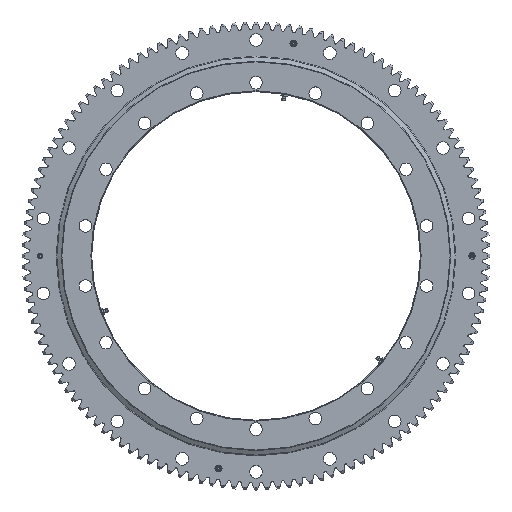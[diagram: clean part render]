
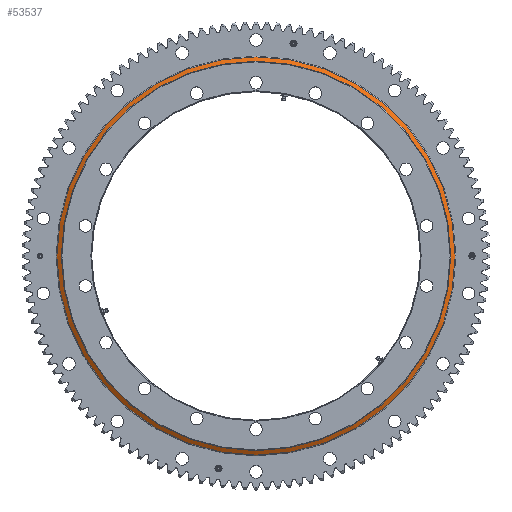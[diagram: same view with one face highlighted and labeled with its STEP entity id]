
A CAD part, top view. The second image highlights one B-rep face of the part: STEP entity #53537.
In plain terms, the highlighted conical face has half-angle 58.57 degrees and reference radius 339.5 mm.
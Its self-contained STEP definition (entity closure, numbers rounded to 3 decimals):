
#50 = VERTEX_POINT ( 'NONE', #11429 ) ;
#1319 = VERTEX_POINT ( 'NONE', #25173 ) ;
#1821 = CIRCLE ( 'NONE', #50892, 339.5 ) ;
#3290 = CARTESIAN_POINT ( 'NONE',  ( 332.5, -2.61, 0. ) ) ;
#8880 = CIRCLE ( 'NONE', #18557, 347.044 ) ;
#10949 = CARTESIAN_POINT ( 'NONE',  ( 332.5, 2., 0. ) ) ;
#11429 = CARTESIAN_POINT ( 'NONE',  ( 332.5, 2., -339.5 ) ) ;
#15747 = CARTESIAN_POINT ( 'NONE',  ( 332.5, 2., 0. ) ) ;
#18200 = FACE_OUTER_BOUND ( 'NONE', #42688, .T. ) ;
#18336 = DIRECTION ( 'NONE',  ( 0., -1., 0. ) ) ;
#18557 = AXIS2_PLACEMENT_3D ( 'NONE', #3290, #28302, #53573 ) ;
#19633 = EDGE_CURVE ( 'NONE', #1319, #1319, #8880, .T. ) ;
#23450 = EDGE_CURVE ( 'NONE', #50, #50, #1821, .T. ) ;
#25173 = CARTESIAN_POINT ( 'NONE',  ( 332.5, -2.61, -347.044 ) ) ;
#26677 = DIRECTION ( 'NONE',  ( 0., 0., -1. ) ) ;
#27647 = EDGE_LOOP ( 'NONE', ( #39870 ) ) ;
#27733 = DIRECTION ( 'NONE',  ( 0., 0., -1. ) ) ;
#28302 = DIRECTION ( 'NONE',  ( 0., -1., 0. ) ) ;
#32631 = AXIS2_PLACEMENT_3D ( 'NONE', #15747, #36347, #27733 ) ;
#36347 = DIRECTION ( 'NONE',  ( 0., -1., 0. ) ) ;
#39870 = ORIENTED_EDGE ( 'NONE', *, *, #23450, .T. ) ;
#40706 = ORIENTED_EDGE ( 'NONE', *, *, #19633, .F. ) ;
#42688 = EDGE_LOOP ( 'NONE', ( #40706 ) ) ;
#49229 = CONICAL_SURFACE ( 'NONE', #32631, 339.5, 1.022 ) ;
#50892 = AXIS2_PLACEMENT_3D ( 'NONE', #10949, #18336, #26677 ) ;
#53094 = FACE_BOUND ( 'NONE', #27647, .T. ) ;
#53537 = ADVANCED_FACE ( 'NONE', ( #18200, #53094 ), #49229, .T. ) ;
#53573 = DIRECTION ( 'NONE',  ( 0., 0., -1. ) ) ;
